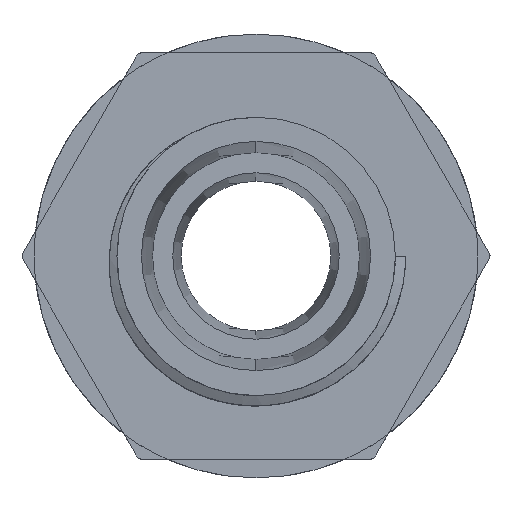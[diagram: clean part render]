
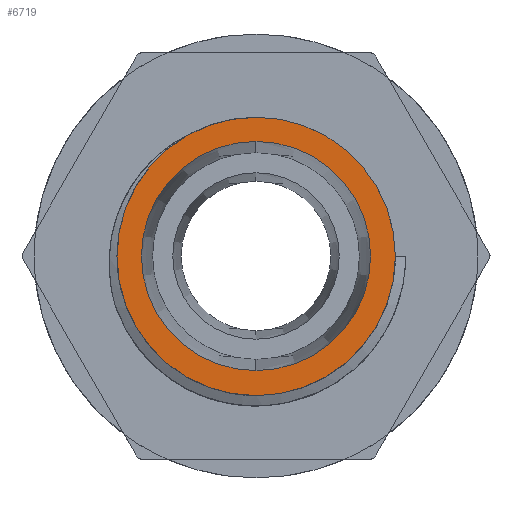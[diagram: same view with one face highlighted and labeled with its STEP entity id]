
A CAD part, front view. The second image highlights one B-rep face of the part: STEP entity #6719.
In plain terms, the highlighted planar face has unit normal (0, -1, 0).
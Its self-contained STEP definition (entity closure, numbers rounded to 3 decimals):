
#621 = CARTESIAN_POINT ( 'NONE',  ( 0., -14.638, -6.2 ) ) ;
#635 = CARTESIAN_POINT ( 'NONE',  ( 0., -14.638, 6.2 ) ) ;
#662 = CARTESIAN_POINT ( 'NONE',  ( 0.01, -14.638, 7.506 ) ) ;
#673 = CARTESIAN_POINT ( 'NONE',  ( 0.01, -14.638, -7.553 ) ) ;
#5795 = VERTEX_POINT ( 'NONE', #635 ) ;
#5805 = VERTEX_POINT ( 'NONE', #621 ) ;
#5829 = VERTEX_POINT ( 'NONE', #662 ) ;
#5843 = VERTEX_POINT ( 'NONE', #673 ) ;
#6719 = ADVANCED_FACE ( 'NONE', ( #9723, #9702 ), #9783, .F. ) ;
#9702 = FACE_BOUND ( 'NONE', #15554, .T. ) ;
#9713 = DIRECTION ( 'NONE',  ( 0., 0., 1. ) ) ;
#9717 = CARTESIAN_POINT ( 'NONE',  ( -7.519, -14.638, -0.024 ) ) ;
#9723 = FACE_OUTER_BOUND ( 'NONE', #15631, .T. ) ;
#9737 = DIRECTION ( 'NONE',  ( 0., 1., 0. ) ) ;
#9783 = PLANE ( 'NONE',  #20146 ) ;
#10777 = EDGE_CURVE ( 'NONE', #5805, #5795, #16692, .T. ) ;
#13895 = ORIENTED_EDGE ( 'NONE', *, *, #18736, .T. ) ;
#13898 = ORIENTED_EDGE ( 'NONE', *, *, #10777, .T. ) ;
#13920 = ORIENTED_EDGE ( 'NONE', *, *, #18462, .F. ) ;
#13949 = ORIENTED_EDGE ( 'NONE', *, *, #18683, .F. ) ;
#15554 = EDGE_LOOP ( 'NONE', ( #13898, #13895 ) ) ;
#15631 = EDGE_LOOP ( 'NONE', ( #13949, #13920 ) ) ;
#16692 = CIRCLE ( 'NONE', #16722, 6.2 ) ;
#16722 = AXIS2_PLACEMENT_3D ( 'NONE', #22949, #22961, #22960 ) ;
#16759 = CIRCLE ( 'NONE', #16761, 7.53 ) ;
#16761 = AXIS2_PLACEMENT_3D ( 'NONE', #23931, #23937, #23971 ) ;
#16936 = CIRCLE ( 'NONE', #16943, 7.53 ) ;
#16943 = AXIS2_PLACEMENT_3D ( 'NONE', #26430, #26457, #26445 ) ;
#16974 = CIRCLE ( 'NONE', #17012, 6.2 ) ;
#17012 = AXIS2_PLACEMENT_3D ( 'NONE', #25333, #25360, #25330 ) ;
#18462 = EDGE_CURVE ( 'NONE', #5829, #5843, #16759, .T. ) ;
#18683 = EDGE_CURVE ( 'NONE', #5843, #5829, #16936, .T. ) ;
#18736 = EDGE_CURVE ( 'NONE', #5795, #5805, #16974, .T. ) ;
#20146 = AXIS2_PLACEMENT_3D ( 'NONE', #9717, #9737, #9713 ) ;
#22949 = CARTESIAN_POINT ( 'NONE',  ( 0., -14.638, 0. ) ) ;
#22960 = DIRECTION ( 'NONE',  ( 0., 0., -1. ) ) ;
#22961 = DIRECTION ( 'NONE',  ( 0., 1., 0. ) ) ;
#23931 = CARTESIAN_POINT ( 'NONE',  ( 0.01, -14.638, -0.024 ) ) ;
#23937 = DIRECTION ( 'NONE',  ( 0., 1., 0. ) ) ;
#23971 = DIRECTION ( 'NONE',  ( 0., 0., -1. ) ) ;
#25330 = DIRECTION ( 'NONE',  ( 0., 0., -1. ) ) ;
#25333 = CARTESIAN_POINT ( 'NONE',  ( 0., -14.638, 0. ) ) ;
#25360 = DIRECTION ( 'NONE',  ( 0., 1., 0. ) ) ;
#26430 = CARTESIAN_POINT ( 'NONE',  ( 0.01, -14.638, -0.024 ) ) ;
#26445 = DIRECTION ( 'NONE',  ( 0., 0., -1. ) ) ;
#26457 = DIRECTION ( 'NONE',  ( 0., 1., 0. ) ) ;
